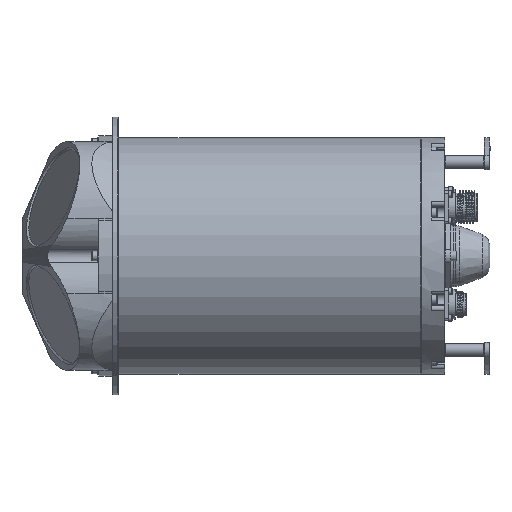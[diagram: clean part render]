
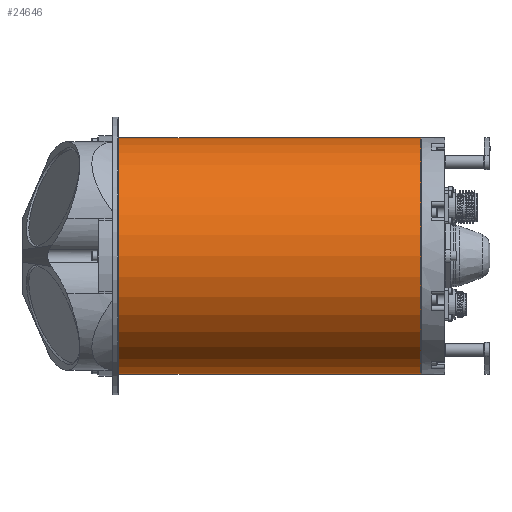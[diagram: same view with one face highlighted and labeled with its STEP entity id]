
A CAD part, front view. The second image highlights one B-rep face of the part: STEP entity #24646.
In plain terms, the highlighted cylindrical face has radius 102.5 mm (diameter 205 mm), a full revolution.
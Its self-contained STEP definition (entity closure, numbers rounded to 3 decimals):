
#3400=LINE('',#45289,#5113);
#5113=VECTOR('',#33420,102.5);
#5550=CYLINDRICAL_SURFACE('',#27062,102.5);
#6815=FACE_OUTER_BOUND('',#8386,.T.);
#8386=EDGE_LOOP('',(#22413,#22414,#22415,#22416,#22417,#22418));
#9722=CIRCLE('',#27058,102.5);
#9723=CIRCLE('',#27059,102.5);
#9725=CIRCLE('',#27063,102.5);
#9726=CIRCLE('',#27064,102.5);
#12087=VERTEX_POINT('',#45280);
#12088=VERTEX_POINT('',#45282);
#12089=VERTEX_POINT('',#45288);
#12090=VERTEX_POINT('',#45290);
#15596=EDGE_CURVE('',#12087,#12088,#9722,.T.);
#15597=EDGE_CURVE('',#12088,#12087,#9723,.T.);
#15599=EDGE_CURVE('',#12088,#12089,#3400,.T.);
#15600=EDGE_CURVE('',#12090,#12089,#9725,.T.);
#15601=EDGE_CURVE('',#12089,#12090,#9726,.T.);
#22413=ORIENTED_EDGE('',*,*,#15596,.F.);
#22414=ORIENTED_EDGE('',*,*,#15597,.F.);
#22415=ORIENTED_EDGE('',*,*,#15599,.T.);
#22416=ORIENTED_EDGE('',*,*,#15600,.F.);
#22417=ORIENTED_EDGE('',*,*,#15601,.F.);
#22418=ORIENTED_EDGE('',*,*,#15599,.F.);
#24646=ADVANCED_FACE('',(#6815),#5550,.T.);
#27058=AXIS2_PLACEMENT_3D('',#45283,#33410,#33411);
#27059=AXIS2_PLACEMENT_3D('',#45284,#33412,#33413);
#27062=AXIS2_PLACEMENT_3D('',#45287,#33418,#33419);
#27063=AXIS2_PLACEMENT_3D('',#45291,#33421,#33422);
#27064=AXIS2_PLACEMENT_3D('',#45292,#33423,#33424);
#33410=DIRECTION('center_axis',(-1.,0.,0.));
#33411=DIRECTION('ref_axis',(0.,0.,
-1.));
#33412=DIRECTION('center_axis',(-1.,0.,0.));
#33413=DIRECTION('ref_axis',(0.,0.,
-1.));
#33418=DIRECTION('center_axis',(-1.,0.,0.));
#33419=DIRECTION('ref_axis',(0.,0.,
1.));
#33420=DIRECTION('',(1.,0.,0.));
#33421=DIRECTION('center_axis',(1.,0.,0.));
#33422=DIRECTION('ref_axis',(0.,0.,
-1.));
#33423=DIRECTION('center_axis',(1.,0.,0.));
#33424=DIRECTION('ref_axis',(0.,0.,
-1.));
#45280=CARTESIAN_POINT('',(83.8,0.,102.5));
#45282=CARTESIAN_POINT('',(83.8,0.,-102.5));
#45283=CARTESIAN_POINT('Origin',(83.8,0.,0.));
#45284=CARTESIAN_POINT('Origin',(83.8,0.,0.));
#45287=CARTESIAN_POINT('Origin',(95.8,0.,0.));
#45288=CARTESIAN_POINT('',(345.,0.,-102.5));
#45289=CARTESIAN_POINT('',(95.8,0.,-102.5));
#45290=CARTESIAN_POINT('',(345.,0.,102.5));
#45291=CARTESIAN_POINT('Origin',(345.,0.,0.));
#45292=CARTESIAN_POINT('Origin',(345.,0.,0.));
